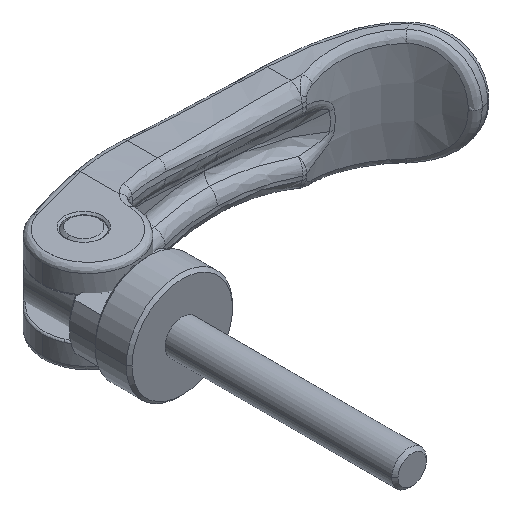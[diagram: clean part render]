
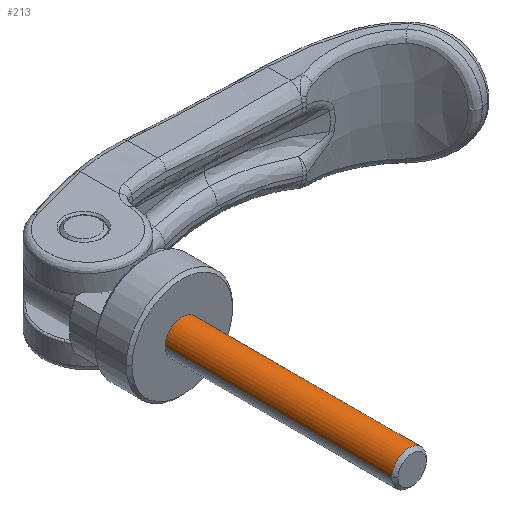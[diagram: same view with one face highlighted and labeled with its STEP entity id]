
A CAD part, isometric view. The second image highlights one B-rep face of the part: STEP entity #213.
In plain terms, the highlighted cylindrical face has radius 3 mm (diameter 6 mm), a partial arc.
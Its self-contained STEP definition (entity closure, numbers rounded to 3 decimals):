
#213=ADVANCED_FACE('',(#546),#547,.T.);
#546=FACE_OUTER_BOUND('',#1010,.T.);
#547=CYLINDRICAL_SURFACE('',#1011,3.0);
#1010=EDGE_LOOP('',(#8007,#8008,#8009,#8010));
#1011=AXIS2_PLACEMENT_3D('',#8011,#8012,#8013);
#8007=ORIENTED_EDGE('',*,*,#9033,.T.);
#8008=ORIENTED_EDGE('',*,*,#9045,.F.);
#8009=ORIENTED_EDGE('',*,*,#9035,.T.);
#8010=ORIENTED_EDGE('',*,*,#9042,.T.);
#8011=CARTESIAN_POINT('',(0.0,-20.0,0.0));
#8012=DIRECTION('',(-0.0,1.0,0.0));
#8013=DIRECTION('',(1.0,0.0,0.0));
#9033=EDGE_CURVE('',#9591,#9592,#9593,.T.);
#9035=EDGE_CURVE('',#9596,#9594,#9597,.T.);
#9042=EDGE_CURVE('',#9594,#9591,#9606,.T.);
#9045=EDGE_CURVE('',#9596,#9592,#9609,.T.);
#9591=VERTEX_POINT('',#10402);
#9592=VERTEX_POINT('',#10403);
#9593=LINE('',#10404,#10405);
#9594=VERTEX_POINT('',#10406);
#9596=VERTEX_POINT('',#10408);
#9597=LINE('',#10409,#10410);
#9606=CIRCLE('',#10421,3.0);
#9609=CIRCLE('',#10424,3.0);
#10402=CARTESIAN_POINT('',(3.0,-39.459,0.0));
#10403=CARTESIAN_POINT('',(3.0,0.0,0.0));
#10404=CARTESIAN_POINT('',(3.0,-20.0,0.));
#10405=VECTOR('',#14190,1.0);
#10406=CARTESIAN_POINT('',(-3.0,-39.459,0.));
#10408=CARTESIAN_POINT('',(-3.0,0.,0.));
#10409=CARTESIAN_POINT('',(-3.0,-20.0,0.));
#10410=VECTOR('',#14194,1.0);
#10421=AXIS2_PLACEMENT_3D('',#14203,#14204,#14205);
#10424=AXIS2_PLACEMENT_3D('',#14209,#14210,#14211);
#14190=DIRECTION('',(0.0,1.0,0.0));
#14194=DIRECTION('',(-0.0,-1.0,-0.0));
#14203=CARTESIAN_POINT('',(0.0,-39.459,0.0));
#14204=DIRECTION('',(0.,1.0,0.0));
#14205=DIRECTION('',(1.0,0.,0.0));
#14209=CARTESIAN_POINT('',(0.0,0.0,0.0));
#14210=DIRECTION('',(0.,1.0,0.0));
#14211=DIRECTION('',(1.0,0.,0.0));
